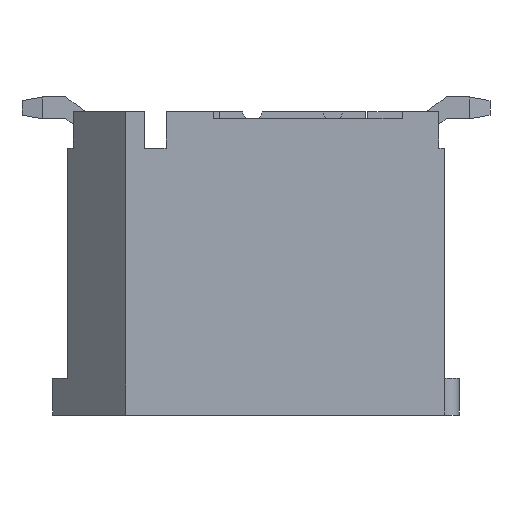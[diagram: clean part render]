
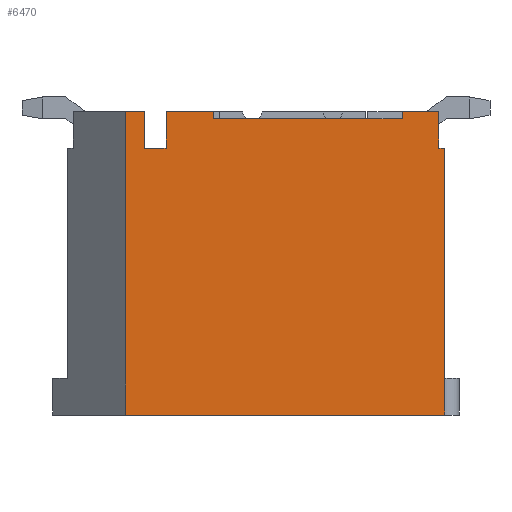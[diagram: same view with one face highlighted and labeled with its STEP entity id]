
A CAD part, left-side view. The second image highlights one B-rep face of the part: STEP entity #6470.
In plain terms, the highlighted planar face has unit normal (-1, 0, 0).
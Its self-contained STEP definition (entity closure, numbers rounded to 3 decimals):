
#146 = CARTESIAN_POINT ( 'NONE',  ( -13.65, 1.23, 3.65 ) ) ;
#165 = ORIENTED_EDGE ( 'NONE', *, *, #14524, .F. ) ;
#733 = DIRECTION ( 'NONE',  ( 0., -1., 0. ) ) ;
#763 = VECTOR ( 'NONE', #14508, 1000. ) ;
#811 = LINE ( 'NONE', #11637, #5409 ) ;
#1043 = DIRECTION ( 'NONE',  ( 0., 0., 1. ) ) ;
#1292 = DIRECTION ( 'NONE',  ( 0., -1., 0. ) ) ;
#1529 = ORIENTED_EDGE ( 'NONE', *, *, #5535, .F. ) ;
#1591 = CARTESIAN_POINT ( 'NONE',  ( -13.65, 1.53, 4.15 ) ) ;
#2298 = VERTEX_POINT ( 'NONE', #5212 ) ;
#2324 = DIRECTION ( 'NONE',  ( 0., 0., 1. ) ) ;
#2366 = CARTESIAN_POINT ( 'NONE',  ( -13.65, -1.997, 4.15 ) ) ;
#2494 = LINE ( 'NONE', #12440, #14112 ) ;
#2519 = VECTOR ( 'NONE', #1043, 1000. ) ;
#2646 = EDGE_CURVE ( 'NONE', #7318, #14066, #6016, .T. ) ;
#3147 = EDGE_CURVE ( 'NONE', #15428, #8550, #4179, .T. ) ;
#3666 = VERTEX_POINT ( 'NONE', #15549 ) ;
#3713 = CARTESIAN_POINT ( 'NONE',  ( -13.65, 1.78, 4.15 ) ) ;
#3922 = LINE ( 'NONE', #11274, #8417 ) ;
#4103 = VERTEX_POINT ( 'NONE', #9143 ) ;
#4179 = LINE ( 'NONE', #1591, #8749 ) ;
#4223 = LINE ( 'NONE', #5760, #4837 ) ;
#4483 = CARTESIAN_POINT ( 'NONE',  ( -13.65, -2.58, 3.65 ) ) ;
#4778 = EDGE_CURVE ( 'NONE', #2298, #5422, #2494, .T. ) ;
#4837 = VECTOR ( 'NONE', #5680, 1000. ) ;
#4856 = CARTESIAN_POINT ( 'NONE',  ( -13.65, -2.78, 4.15 ) ) ;
#5129 = EDGE_CURVE ( 'NONE', #5246, #13076, #7937, .T. ) ;
#5157 = EDGE_CURVE ( 'NONE', #13296, #9116, #4223, .T. ) ;
#5194 = CARTESIAN_POINT ( 'NONE',  ( -13.65, -1.997, 4.15 ) ) ;
#5212 = CARTESIAN_POINT ( 'NONE',  ( -13.65, 0.581, 4.05 ) ) ;
#5246 = VERTEX_POINT ( 'NONE', #15945 ) ;
#5280 = CARTESIAN_POINT ( 'NONE',  ( -13.65, 1.53, 4.15 ) ) ;
#5409 = VECTOR ( 'NONE', #733, 1000. ) ;
#5422 = VERTEX_POINT ( 'NONE', #11322 ) ;
#5535 = EDGE_CURVE ( 'NONE', #14003, #5246, #8716, .T. ) ;
#5680 = DIRECTION ( 'NONE',  ( 0., 0., -1. ) ) ;
#5760 = CARTESIAN_POINT ( 'NONE',  ( -13.65, 1.78, 4.15 ) ) ;
#5816 = VECTOR ( 'NONE', #13798, 1000. ) ;
#6016 = LINE ( 'NONE', #14502, #10355 ) ;
#6135 = CARTESIAN_POINT ( 'NONE',  ( -13.65, -2.58, 4.15 ) ) ;
#6158 = DIRECTION ( 'NONE',  ( 1., 0., 0. ) ) ;
#6297 = LINE ( 'NONE', #146, #5816 ) ;
#6470 = ADVANCED_FACE ( 'NONE', ( #9540 ), #12292, .F. ) ;
#6542 = ORIENTED_EDGE ( 'NONE', *, *, #7385, .F. ) ;
#6801 = EDGE_CURVE ( 'NONE', #3666, #11985, #7018, .T. ) ;
#7018 = LINE ( 'NONE', #6135, #15031 ) ;
#7050 = CARTESIAN_POINT ( 'NONE',  ( -13.65, -2.78, 4.15 ) ) ;
#7236 = CARTESIAN_POINT ( 'NONE',  ( -13.65, 0.581, 4.15 ) ) ;
#7313 = ORIENTED_EDGE ( 'NONE', *, *, #8497, .F. ) ;
#7318 = VERTEX_POINT ( 'NONE', #15204 ) ;
#7347 = DIRECTION ( 'NONE',  ( 0., -1., 0. ) ) ;
#7385 = EDGE_CURVE ( 'NONE', #5422, #8805, #7613, .T. ) ;
#7391 = ORIENTED_EDGE ( 'NONE', *, *, #15318, .F. ) ;
#7613 = LINE ( 'NONE', #5194, #14796 ) ;
#7662 = VECTOR ( 'NONE', #11821, 1000. ) ;
#7694 = DIRECTION ( 'NONE',  ( 0., 0., 1. ) ) ;
#7931 = VECTOR ( 'NONE', #9595, 1000. ) ;
#7937 = LINE ( 'NONE', #7050, #7662 ) ;
#8156 = EDGE_CURVE ( 'NONE', #8550, #14003, #6297, .T. ) ;
#8204 = CARTESIAN_POINT ( 'NONE',  ( -13.65, 0.581, 4.15 ) ) ;
#8417 = VECTOR ( 'NONE', #11349, 1000. ) ;
#8461 = ORIENTED_EDGE ( 'NONE', *, *, #10372, .F. ) ;
#8497 = EDGE_CURVE ( 'NONE', #4103, #11985, #3922, .T. ) ;
#8550 = VERTEX_POINT ( 'NONE', #15148 ) ;
#8649 = DIRECTION ( 'NONE',  ( 0., 0., -1. ) ) ;
#8652 = ORIENTED_EDGE ( 'NONE', *, *, #2646, .F. ) ;
#8716 = LINE ( 'NONE', #14704, #2519 ) ;
#8732 = ORIENTED_EDGE ( 'NONE', *, *, #6801, .T. ) ;
#8749 = VECTOR ( 'NONE', #14038, 1000. ) ;
#8805 = VERTEX_POINT ( 'NONE', #2366 ) ;
#9040 = ORIENTED_EDGE ( 'NONE', *, *, #8156, .F. ) ;
#9116 = VERTEX_POINT ( 'NONE', #9774 ) ;
#9143 = CARTESIAN_POINT ( 'NONE',  ( -13.65, -2.58, 3.65 ) ) ;
#9491 = ORIENTED_EDGE ( 'NONE', *, *, #3147, .F. ) ;
#9540 = FACE_OUTER_BOUND ( 'NONE', #15640, .T. ) ;
#9595 = DIRECTION ( 'NONE',  ( 0., -1., 0. ) ) ;
#9654 = LINE ( 'NONE', #4483, #763 ) ;
#9774 = CARTESIAN_POINT ( 'NONE',  ( -13.65, 1.78, 0. ) ) ;
#9830 = DIRECTION ( 'NONE',  ( 0., 0., -1. ) ) ;
#10355 = VECTOR ( 'NONE', #13287, 1000. ) ;
#10372 = EDGE_CURVE ( 'NONE', #13296, #15428, #13476, .T. ) ;
#10732 = VECTOR ( 'NONE', #1292, 1000. ) ;
#10987 = LINE ( 'NONE', #4856, #10732 ) ;
#11078 = CARTESIAN_POINT ( 'NONE',  ( -13.65, -2.78, 4.15 ) ) ;
#11274 = CARTESIAN_POINT ( 'NONE',  ( -13.65, -2.58, 0.5 ) ) ;
#11322 = CARTESIAN_POINT ( 'NONE',  ( -13.65, -1.997, 4.05 ) ) ;
#11349 = DIRECTION ( 'NONE',  ( 0., 0., -1. ) ) ;
#11534 = ORIENTED_EDGE ( 'NONE', *, *, #5129, .F. ) ;
#11637 = CARTESIAN_POINT ( 'NONE',  ( -13.65, -2.78, 0. ) ) ;
#11821 = DIRECTION ( 'NONE',  ( 0., -1., 0. ) ) ;
#11985 = VERTEX_POINT ( 'NONE', #12407 ) ;
#11999 = CARTESIAN_POINT ( 'NONE',  ( -13.65, -2.5, 3.65 ) ) ;
#12002 = LINE ( 'NONE', #8204, #13844 ) ;
#12013 = ORIENTED_EDGE ( 'NONE', *, *, #14120, .F. ) ;
#12168 = ORIENTED_EDGE ( 'NONE', *, *, #4778, .F. ) ;
#12195 = ORIENTED_EDGE ( 'NONE', *, *, #5157, .T. ) ;
#12292 = PLANE ( 'NONE',  #13475 ) ;
#12327 = ORIENTED_EDGE ( 'NONE', *, *, #14428, .T. ) ;
#12407 = CARTESIAN_POINT ( 'NONE',  ( -13.65, -2.58, 0.5 ) ) ;
#12440 = CARTESIAN_POINT ( 'NONE',  ( -13.65, -1.997, 4.05 ) ) ;
#13076 = VERTEX_POINT ( 'NONE', #7236 ) ;
#13236 = CARTESIAN_POINT ( 'NONE',  ( -13.65, -2.78, 4.15 ) ) ;
#13287 = DIRECTION ( 'NONE',  ( 0., 0., -1. ) ) ;
#13296 = VERTEX_POINT ( 'NONE', #3713 ) ;
#13475 = AXIS2_PLACEMENT_3D ( 'NONE', #11078, #6158, #8649 ) ;
#13476 = LINE ( 'NONE', #13236, #7931 ) ;
#13798 = DIRECTION ( 'NONE',  ( 0., -1., 0. ) ) ;
#13844 = VECTOR ( 'NONE', #9830, 1000. ) ;
#14003 = VERTEX_POINT ( 'NONE', #15475 ) ;
#14038 = DIRECTION ( 'NONE',  ( 0., 0., -1. ) ) ;
#14066 = VERTEX_POINT ( 'NONE', #11999 ) ;
#14112 = VECTOR ( 'NONE', #7347, 1000. ) ;
#14120 = EDGE_CURVE ( 'NONE', #14066, #4103, #9654, .T. ) ;
#14428 = EDGE_CURVE ( 'NONE', #9116, #3666, #811, .T. ) ;
#14502 = CARTESIAN_POINT ( 'NONE',  ( -13.65, -2.5, 3.65 ) ) ;
#14508 = DIRECTION ( 'NONE',  ( 0., -1., 0. ) ) ;
#14524 = EDGE_CURVE ( 'NONE', #8805, #7318, #10987, .T. ) ;
#14704 = CARTESIAN_POINT ( 'NONE',  ( -13.65, 1.23, 4.15 ) ) ;
#14796 = VECTOR ( 'NONE', #7694, 1000. ) ;
#15031 = VECTOR ( 'NONE', #2324, 1000. ) ;
#15148 = CARTESIAN_POINT ( 'NONE',  ( -13.65, 1.53, 3.65 ) ) ;
#15204 = CARTESIAN_POINT ( 'NONE',  ( -13.65, -2.5, 4.15 ) ) ;
#15318 = EDGE_CURVE ( 'NONE', #13076, #2298, #12002, .T. ) ;
#15428 = VERTEX_POINT ( 'NONE', #5280 ) ;
#15475 = CARTESIAN_POINT ( 'NONE',  ( -13.65, 1.23, 3.65 ) ) ;
#15549 = CARTESIAN_POINT ( 'NONE',  ( -13.65, -2.58, 0. ) ) ;
#15640 = EDGE_LOOP ( 'NONE', ( #12327, #8732, #7313, #12013, #8652, #165, #6542, #12168, #7391, #11534, #1529, #9040, #9491, #8461, #12195 ) ) ;
#15945 = CARTESIAN_POINT ( 'NONE',  ( -13.65, 1.23, 4.15 ) ) ;
